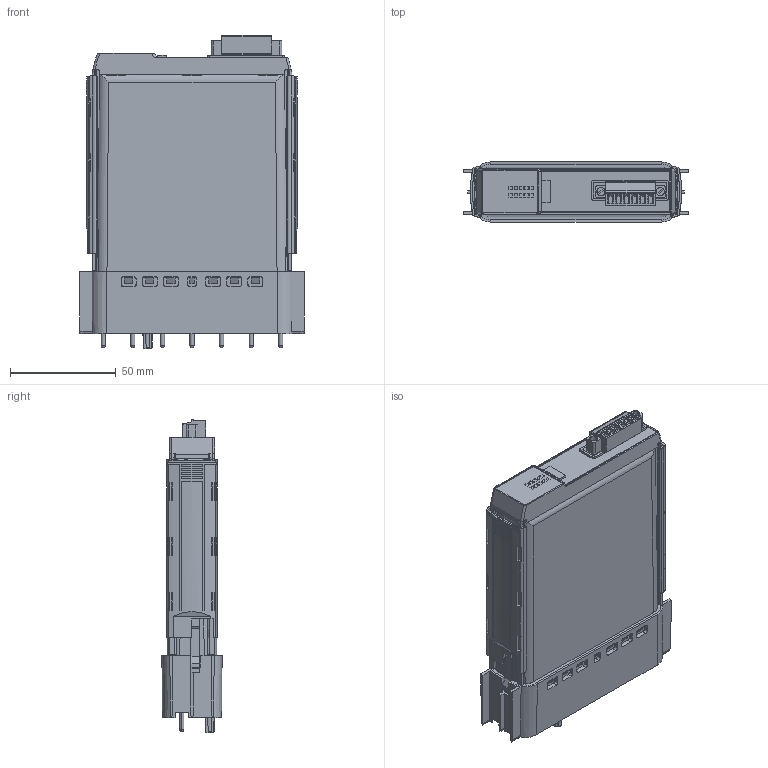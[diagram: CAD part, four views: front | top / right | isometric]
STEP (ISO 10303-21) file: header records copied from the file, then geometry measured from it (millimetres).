
FILE_DESCRIPTION((''),'2;1');
FILE_NAME('CAD-8524_SCHRUMPF_6ER_KLEMME_ASM','2022-09-22T07:40:46',('creinig-se'),(''),'CREO PARAMETRIC BY PTC INC, 2019292','CREO PARAMETRIC BY PTC INC, 2019292','');
FILE_SCHEMA(('CONFIG_CONTROL_DESIGN','SHAPE_APPEARANCE_LAYERS_GROUPS'));
Products named in the file (3): CAD-8524_SCHRUMPF_CAD2150; CAD-1827745_6PIN; CAD-8524_SCHRUMPF_6ER_KLEMME_ASM
Assembly tree (2 placements, depth 2):
  CAD-8524_SCHRUMPF_6ER_KLEMME_ASM
    CAD-8524_SCHRUMPF_CAD2150
    CAD-1827745_6PIN
Bounding box: 106.62 x 28.5 x 148.31 mm (x, y, z)
Volume: 280190.9 mm3; surface area: 64023.1 mm2
Topology: 2 solids, 2 shells, 2112 faces, 6142 edges, 4026 vertices
Faces by surface type: plane 1364, cylinder 492, cone 128, torus 62, bspline 34, sphere 28, extrusion 4
Entity records: 87304 total; most frequent: CARTESIAN_POINT 20049, ORIENTED_EDGE 12228, DIRECTION 9628, EDGE_CURVE 6114, VERTEX_POINT 4026, VECTOR 3886, LINE 3882, AXIS2_PLACEMENT_3D 2871
